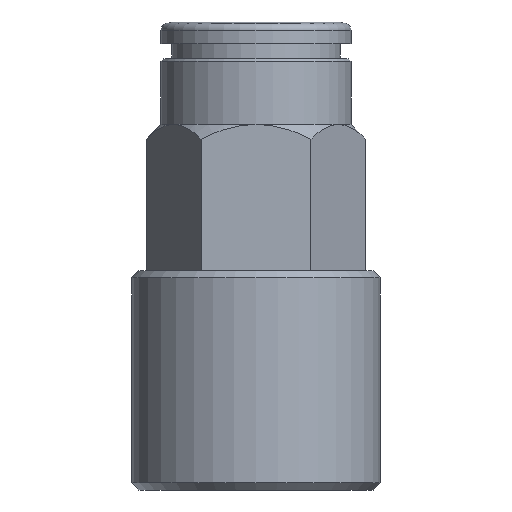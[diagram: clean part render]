
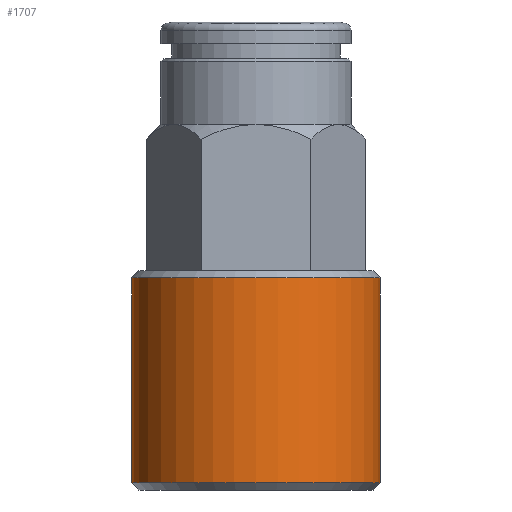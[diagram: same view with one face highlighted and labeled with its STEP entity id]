
A CAD part, front view. The second image highlights one B-rep face of the part: STEP entity #1707.
In plain terms, the highlighted cylindrical face has radius 8.5 mm (diameter 17 mm), a full revolution.
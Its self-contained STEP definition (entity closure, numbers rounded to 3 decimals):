
#887=ORIENTED_EDGE('',*,*,#1039,.F.);
#888=ORIENTED_EDGE('',*,*,#1040,.F.);
#929=CIRCLE('',#1645,8.5);
#930=CIRCLE('',#1647,8.5);
#978=VERTEX_POINT('',#1543);
#979=VERTEX_POINT('',#1546);
#1039=EDGE_CURVE('',#978,#978,#929,.T.);
#1040=EDGE_CURVE('',#979,#979,#930,.T.);
#1110=EDGE_LOOP('',(#887));
#1111=EDGE_LOOP('',(#888));
#1186=FACE_BOUND('',#1110,.T.);
#1187=FACE_BOUND('',#1111,.T.);
#1378=DIRECTION('',(0.,1.,0.));
#1379=DIRECTION('',(0.,0.,8.5));
#1380=DIRECTION('',(0.,1.,0.));
#1381=DIRECTION('',(1.,0.,0.));
#1382=DIRECTION('',(0.,-1.,0.));
#1383=DIRECTION('',(0.,0.,8.5));
#1543=CARTESIAN_POINT('',(6.578,14.348,8.5));
#1544=CARTESIAN_POINT('',(6.578,14.348,0.));
#1545=CARTESIAN_POINT('',(6.578,0.348,0.));
#1546=CARTESIAN_POINT('',(6.578,0.348,8.5));
#1547=CARTESIAN_POINT('',(6.578,0.348,0.));
#1645=AXIS2_PLACEMENT_3D('',#1544,#1378,#1379);
#1646=AXIS2_PLACEMENT_3D('',#1545,#1380,#1381);
#1647=AXIS2_PLACEMENT_3D('',#1547,#1382,#1383);
#1666=CYLINDRICAL_SURFACE('',#1646,8.5);
#1707=ADVANCED_FACE('',(#1186,#1187),#1666,.T.);
